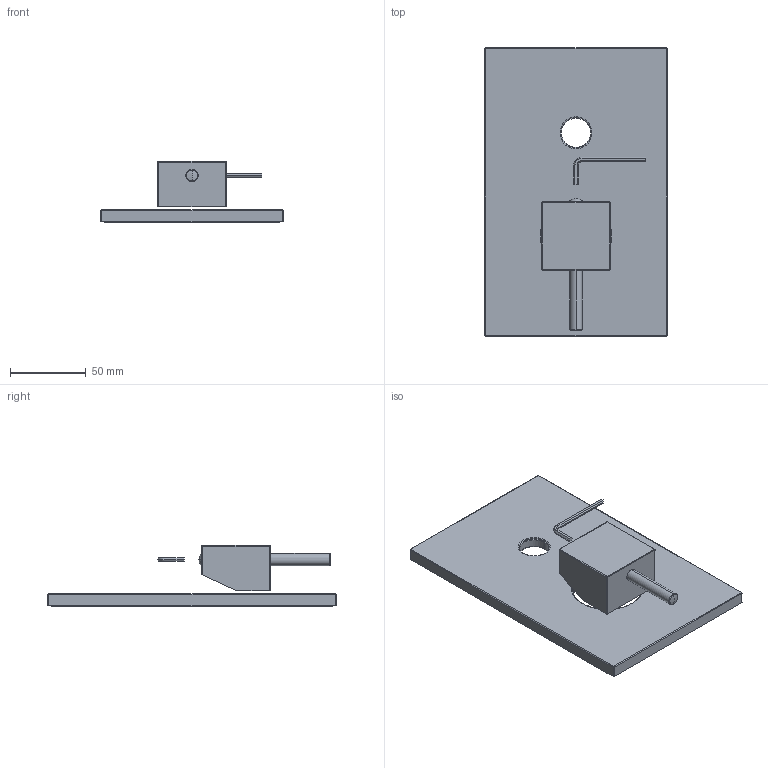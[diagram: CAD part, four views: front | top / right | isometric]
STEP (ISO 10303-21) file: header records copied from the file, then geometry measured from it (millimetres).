
FILE_DESCRIPTION((''),'2;1');
FILE_NAME('LEA015CREST_ASM','2021-01-29T13:16:05',('stefano.gianpani'),('PAFFONI SpA'),'CREO PARAMETRIC BY PTC INC, 2020044','CREO PARAMETRIC BY PTC INC, 2020044','');
FILE_SCHEMA(('CONFIG_CONTROL_DESIGN','SHAPE_APPEARANCE_LAYERS_GROUPS'));
Length unit declared in the file: millimetre
Products named in the file (12): 2041734_CORPO-LEVA; 2041734_LEVA; 2041734CR_ASM; 592305006A2I; TCF08CRTE; CHBR25; 8001113CR_ASM; 4061169CR; 2091320; 2091319; 2091341; LEA015CREST_ASM
Assembly tree (11 placements, depth 3):
  LEA015CREST_ASM
    2041734CR_ASM
      2041734_CORPO-LEVA
      2041734_LEVA
    8001113CR_ASM
      592305006A2I
      TCF08CRTE
      CHBR25
    4061169CR
    2091320
    2091319
    2091341
Bounding box: 120 x 190 x 40.5 mm (x, y, z)
Volume: 141790.3 mm3; surface area: 101282.2 mm2
Topology: 9 solids, 13 shells, 261 faces, 616 edges, 386 vertices
Faces by surface type: plane 119, cylinder 84, torus 28, cone 18, sphere 12
Entity records: 10475 total; most frequent: DIRECTION 1436, CARTESIAN_POINT 1359, ORIENTED_EDGE 1208, PRESENTATION_STYLE_ASSIGNMENT 720, STYLED_ITEM 720, CURVE_STYLE 612, EDGE_CURVE 612, AXIS2_PLACEMENT_3D 541
